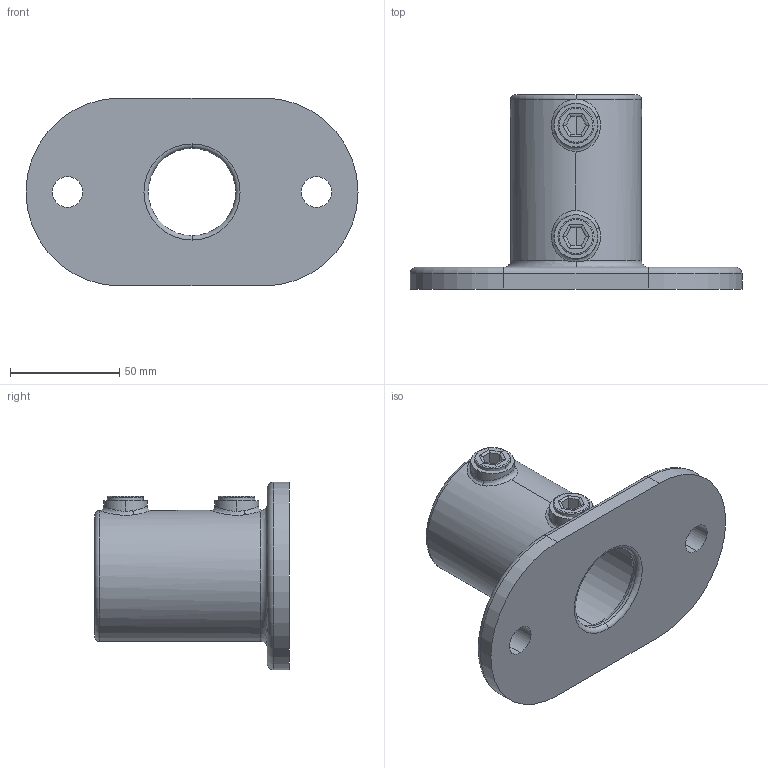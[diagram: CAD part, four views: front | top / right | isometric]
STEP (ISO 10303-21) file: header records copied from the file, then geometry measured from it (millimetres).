
FILE_DESCRIPTION (( 'STEP AP203' ), '1' );
FILE_NAME ('132-D48.STEP', '2016-09-07T09:05:06', ( '' ), ( '' ), 'SwSTEP 2.0', 'SolidWorks 2015', '' );
FILE_SCHEMA (( 'CONFIG_CONTROL_DESIGN' ));
Length unit declared in the file: millimetre
Products named in the file (3): 132-D48 Teil2; 132-D48 Teil1; 132-D48
Assembly tree (3 placements, depth 2):
  132-D48
    132-D48 Teil1
    132-D48 Teil2  x2
Bounding box: 152 x 89 x 86 mm (x, y, z)
Volume: 166996.6 mm3; surface area: 55615.7 mm2
Topology: 3 solids, 3 shells, 98 faces, 230 edges, 138 vertices
Faces by surface type: cylinder 50, plane 24, torus 20, bspline 4
Entity records: 3529 total; most frequent: CARTESIAN_POINT 1538, DIRECTION 358, ORIENTED_EDGE 348, EDGE_CURVE 174, AXIS2_PLACEMENT_3D 148, VERTEX_POINT 106, EDGE_LOOP 84, CIRCLE 74
